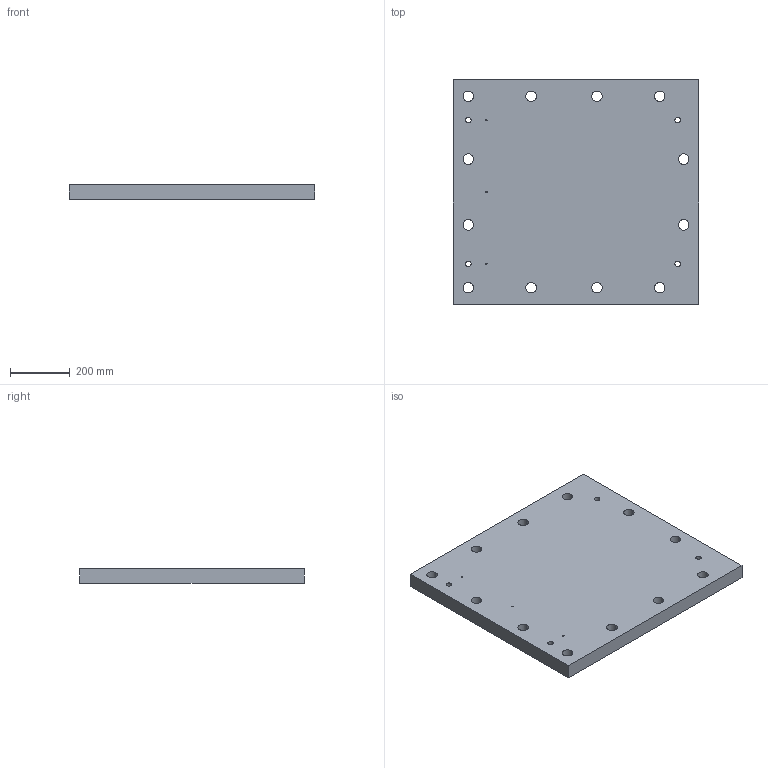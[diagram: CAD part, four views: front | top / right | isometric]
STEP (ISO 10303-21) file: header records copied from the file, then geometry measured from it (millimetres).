
FILE_DESCRIPTION (( 'STEP AP203' ), '1' );
FILE_NAME ('03-21-1320-PDM-Base Plate.stp_Default_sldprt.STEP', '2024-04-16T11:01:48', ( '' ), ( '' ), 'SwSTEP 2.0', 'SolidWorks 2023', '' );
FILE_SCHEMA (( 'CONFIG_CONTROL_DESIGN' ));
Length unit declared in the file: millimetre
Products named in the file (1): 03-21-1320-PDM-Base Plate.stp_Default_sldprt
Bounding box: 820 x 750 x 50 mm (x, y, z)
Volume: 30118100.8 mm3; surface area: 1440625.6 mm2
Topology: 1 solids, 1 shells, 50 faces, 138 edges, 87 vertices
Faces by surface type: bspline 44, plane 6
Entity records: 2257 total; most frequent: CARTESIAN_POINT 1062, ORIENTED_EDGE 264, DIRECTION 178, EDGE_CURVE 132, VERTEX_POINT 87, EDGE_LOOP 85, AXIS2_PLACEMENT_3D 83, CIRCLE 76
